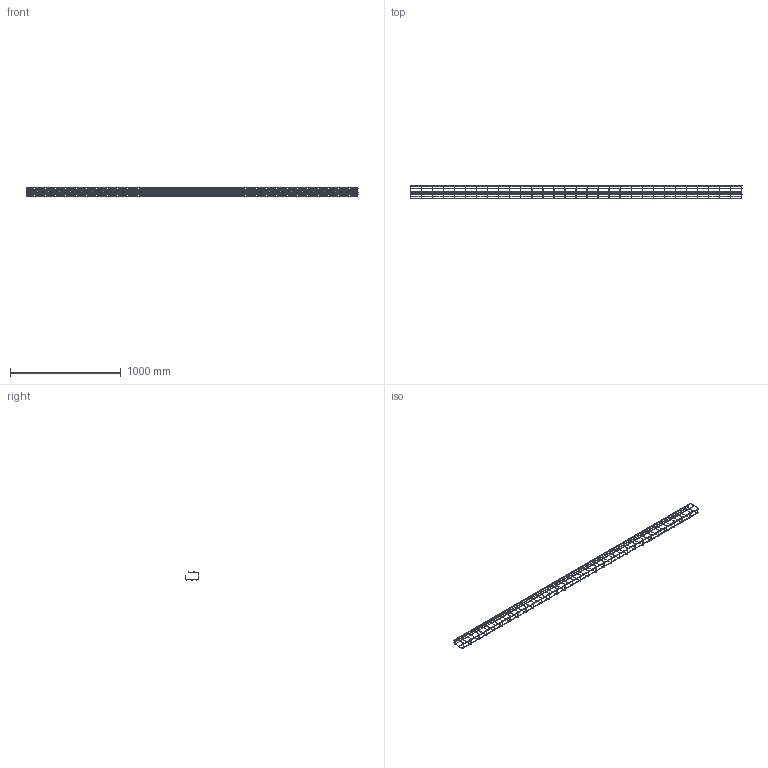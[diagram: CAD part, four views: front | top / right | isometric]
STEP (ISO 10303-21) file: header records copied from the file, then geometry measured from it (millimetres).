
FILE_DESCRIPTION (( 'STEP AP214' ), '1' );
FILE_NAME ('6005365.STEP', '2020-04-06T07:01:22', ( '' ), ( '' ), 'SwSTEP 2.0', 'SolidWorks 2018', '' );
FILE_SCHEMA (( 'AUTOMOTIVE_DESIGN' ));
Length unit declared in the file: millimetre
Products named in the file (1): 6005365
Bounding box: 3004.7 x 125 x 75 mm (x, y, z)
Volume: 410310.6 mm3; surface area: 429617 mm2
Topology: 1 solids, 1 shells, 532 faces, 2286 edges, 1462 vertices
Faces by surface type: cylinder 266, torus 186, plane 80
Entity records: 36182 total; most frequent: CARTESIAN_POINT 18463, ORIENTED_EDGE 4572, DIRECTION 2944, EDGE_CURVE 2286, VERTEX_POINT 1462, AXIS2_PLACEMENT_3D 1153, B_SPLINE_CURVE_WITH_KNOTS 868, EDGE_LOOP 718
